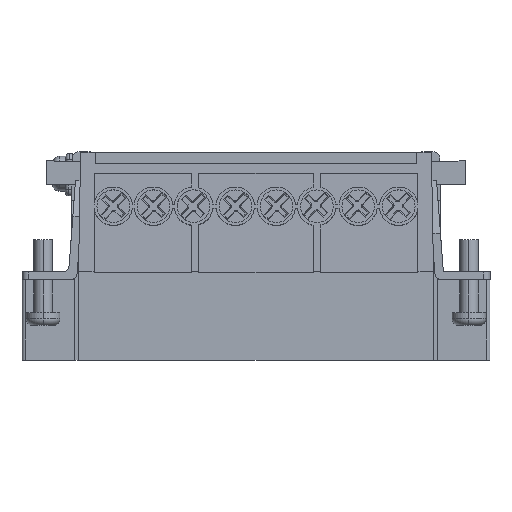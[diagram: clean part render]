
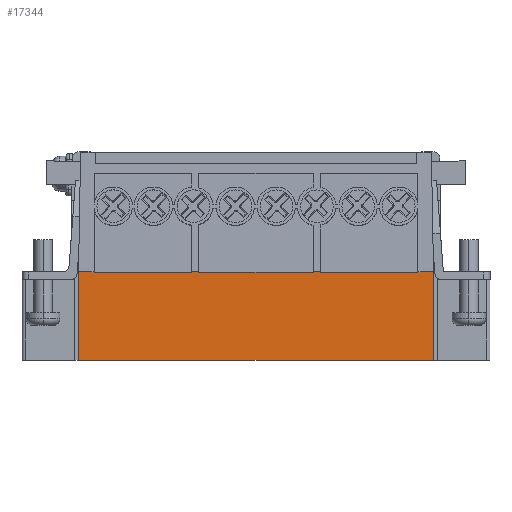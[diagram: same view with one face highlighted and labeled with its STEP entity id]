
A CAD part, top view. The second image highlights one B-rep face of the part: STEP entity #17344.
In plain terms, the highlighted planar face has unit normal (0, 0, 1).
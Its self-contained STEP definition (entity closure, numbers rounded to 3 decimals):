
#1567 = VECTOR ( 'NONE', #8142, 1000. ) ;
#1922 = ORIENTED_EDGE ( 'NONE', *, *, #11697, .F. ) ;
#2072 = EDGE_CURVE ( 'NONE', #25002, #18422, #14198, .T. ) ;
#2232 = CARTESIAN_POINT ( 'NONE',  ( 8.89, 0., 11.5 ) ) ;
#2286 = CARTESIAN_POINT ( 'NONE',  ( -27.5, 0., 11.5 ) ) ;
#2456 = ORIENTED_EDGE ( 'NONE', *, *, #35348, .F. ) ;
#2483 = CARTESIAN_POINT ( 'NONE',  ( -10.04, 0., 11.5 ) ) ;
#2621 = LINE ( 'NONE', #34902, #18745 ) ;
#2663 = ORIENTED_EDGE ( 'NONE', *, *, #14093, .T. ) ;
#3294 = DIRECTION ( 'NONE',  ( 0., 1., 0. ) ) ;
#3393 = DIRECTION ( 'NONE',  ( -1., 0., 0. ) ) ;
#3487 = VERTEX_POINT ( 'NONE', #2483 ) ;
#3933 = DIRECTION ( 'NONE',  ( 0., -1., 0. ) ) ;
#4009 = EDGE_CURVE ( 'NONE', #8116, #5268, #11129, .T. ) ;
#4939 = CARTESIAN_POINT ( 'NONE',  ( 8.89, -13.66, 11.5 ) ) ;
#5025 = EDGE_CURVE ( 'NONE', #25233, #14659, #41010, .T. ) ;
#5268 = VERTEX_POINT ( 'NONE', #13712 ) ;
#5345 = ORIENTED_EDGE ( 'NONE', *, *, #12369, .T. ) ;
#5511 = DIRECTION ( 'NONE',  ( 1., 0., 0. ) ) ;
#6154 = DIRECTION ( 'NONE',  ( 1., 0., 0. ) ) ;
#6410 = LINE ( 'NONE', #25662, #23622 ) ;
#6463 = CARTESIAN_POINT ( 'NONE',  ( -27.5, -13.66, 11.5 ) ) ;
#6593 = ORIENTED_EDGE ( 'NONE', *, *, #29472, .T. ) ;
#6649 = LINE ( 'NONE', #20174, #39799 ) ;
#6790 = VECTOR ( 'NONE', #38626, 1000. ) ;
#6821 = ORIENTED_EDGE ( 'NONE', *, *, #9790, .T. ) ;
#7188 = AXIS2_PLACEMENT_3D ( 'NONE', #26178, #10206, #32732 ) ;
#8116 = VERTEX_POINT ( 'NONE', #32023 ) ;
#8142 = DIRECTION ( 'NONE',  ( 0., -1., 0. ) ) ;
#8224 = VERTEX_POINT ( 'NONE', #19965 ) ;
#8456 = LINE ( 'NONE', #19993, #40590 ) ;
#8773 = EDGE_LOOP ( 'NONE', ( #29599, #6821, #6593, #2663, #33029, #25338, #14259, #5345, #1922, #32896, #32542, #20856, #2456, #35137, #38755, #10865 ) ) ;
#9790 = EDGE_CURVE ( 'NONE', #3487, #24620, #6649, .T. ) ;
#9947 = VECTOR ( 'NONE', #3393, 1000. ) ;
#10206 = DIRECTION ( 'NONE',  ( 0., 0., 1. ) ) ;
#10618 = CARTESIAN_POINT ( 'NONE',  ( -27.5, 0., 11.5 ) ) ;
#10865 = ORIENTED_EDGE ( 'NONE', *, *, #32018, .T. ) ;
#11129 = LINE ( 'NONE', #29135, #26286 ) ;
#11155 = CARTESIAN_POINT ( 'NONE',  ( -27.5, -0.065, 11.5 ) ) ;
#11306 = EDGE_CURVE ( 'NONE', #27135, #17057, #36642, .T. ) ;
#11697 = EDGE_CURVE ( 'NONE', #16164, #16997, #6410, .T. ) ;
#12182 = LINE ( 'NONE', #11155, #36798 ) ;
#12369 = EDGE_CURVE ( 'NONE', #14659, #16997, #21517, .T. ) ;
#12909 = VECTOR ( 'NONE', #22358, 1000. ) ;
#13712 = CARTESIAN_POINT ( 'NONE',  ( 10.04, -0.065, 11.5 ) ) ;
#13809 = DIRECTION ( 'NONE',  ( 0., -1., 0. ) ) ;
#13884 = DIRECTION ( 'NONE',  ( 1., 0., 0. ) ) ;
#14093 = EDGE_CURVE ( 'NONE', #8224, #18422, #25458, .T. ) ;
#14198 = LINE ( 'NONE', #2286, #30302 ) ;
#14259 = ORIENTED_EDGE ( 'NONE', *, *, #5025, .T. ) ;
#14659 = VERTEX_POINT ( 'NONE', #33492 ) ;
#15462 = DIRECTION ( 'NONE',  ( 0., 1., 0. ) ) ;
#16164 = VERTEX_POINT ( 'NONE', #36420 ) ;
#16213 = CARTESIAN_POINT ( 'NONE',  ( -27.5, 0., 11.5 ) ) ;
#16303 = LINE ( 'NONE', #10618, #34351 ) ;
#16997 = VERTEX_POINT ( 'NONE', #21007 ) ;
#17057 = VERTEX_POINT ( 'NONE', #30944 ) ;
#17344 = ADVANCED_FACE ( 'NONE', ( #38282 ), #26318, .T. ) ;
#18191 = CARTESIAN_POINT ( 'NONE',  ( -27.5, 0., 11.5 ) ) ;
#18422 = VERTEX_POINT ( 'NONE', #29618 ) ;
#18745 = VECTOR ( 'NONE', #3294, 1000. ) ;
#18915 = CARTESIAN_POINT ( 'NONE',  ( -8.89, -13.66, 11.5 ) ) ;
#19445 = CARTESIAN_POINT ( 'NONE',  ( -27.5, -0.065, 11.5 ) ) ;
#19684 = LINE ( 'NONE', #34671, #36739 ) ;
#19934 = CARTESIAN_POINT ( 'NONE',  ( -10.04, -0.065, 11.5 ) ) ;
#19965 = CARTESIAN_POINT ( 'NONE',  ( -25.09, -0.065, 11.5 ) ) ;
#19993 = CARTESIAN_POINT ( 'NONE',  ( 25.09, -13.66, 11.5 ) ) ;
#20057 = LINE ( 'NONE', #18915, #27634 ) ;
#20174 = CARTESIAN_POINT ( 'NONE',  ( -10.04, -13.66, 11.5 ) ) ;
#20345 = CARTESIAN_POINT ( 'NONE',  ( -27.5, -13.66, 11.5 ) ) ;
#20856 = ORIENTED_EDGE ( 'NONE', *, *, #29363, .T. ) ;
#21007 = CARTESIAN_POINT ( 'NONE',  ( 27.5, 0., 11.5 ) ) ;
#21074 = EDGE_CURVE ( 'NONE', #27183, #27135, #27331, .T. ) ;
#21517 = LINE ( 'NONE', #41447, #12909 ) ;
#21928 = EDGE_CURVE ( 'NONE', #16164, #8116, #8456, .T. ) ;
#22131 = VERTEX_POINT ( 'NONE', #34246 ) ;
#22205 = DIRECTION ( 'NONE',  ( 0., 1., 0. ) ) ;
#22358 = DIRECTION ( 'NONE',  ( 0., 1., 0. ) ) ;
#23072 = VECTOR ( 'NONE', #33221, 1000. ) ;
#23622 = VECTOR ( 'NONE', #6154, 1000. ) ;
#23825 = CARTESIAN_POINT ( 'NONE',  ( -25.09, -13.66, 11.5 ) ) ;
#24010 = LINE ( 'NONE', #16213, #6790 ) ;
#24452 = VECTOR ( 'NONE', #36651, 1000. ) ;
#24620 = VERTEX_POINT ( 'NONE', #19934 ) ;
#24826 = CARTESIAN_POINT ( 'NONE',  ( 8.89, -0.065, 11.5 ) ) ;
#24850 = CARTESIAN_POINT ( 'NONE',  ( -8.89, 0., 11.5 ) ) ;
#25002 = VERTEX_POINT ( 'NONE', #18191 ) ;
#25233 = VERTEX_POINT ( 'NONE', #6463 ) ;
#25338 = ORIENTED_EDGE ( 'NONE', *, *, #36725, .F. ) ;
#25458 = LINE ( 'NONE', #23825, #24452 ) ;
#25662 = CARTESIAN_POINT ( 'NONE',  ( -27.5, 0., 11.5 ) ) ;
#25895 = DIRECTION ( 'NONE',  ( -1., 0., 0. ) ) ;
#26178 = CARTESIAN_POINT ( 'NONE',  ( -27.5, -13.66, 11.5 ) ) ;
#26286 = VECTOR ( 'NONE', #25895, 1000. ) ;
#26318 = PLANE ( 'NONE',  #7188 ) ;
#27135 = VERTEX_POINT ( 'NONE', #24826 ) ;
#27183 = VERTEX_POINT ( 'NONE', #2232 ) ;
#27331 = LINE ( 'NONE', #4939, #1567 ) ;
#27634 = VECTOR ( 'NONE', #22205, 1000. ) ;
#29135 = CARTESIAN_POINT ( 'NONE',  ( -27.5, -0.065, 11.5 ) ) ;
#29363 = EDGE_CURVE ( 'NONE', #5268, #22131, #2621, .T. ) ;
#29472 = EDGE_CURVE ( 'NONE', #24620, #8224, #12182, .T. ) ;
#29599 = ORIENTED_EDGE ( 'NONE', *, *, #38071, .F. ) ;
#29618 = CARTESIAN_POINT ( 'NONE',  ( -25.09, 0., 11.5 ) ) ;
#30302 = VECTOR ( 'NONE', #5511, 1000. ) ;
#30451 = DIRECTION ( 'NONE',  ( -1., 0., 0. ) ) ;
#30944 = CARTESIAN_POINT ( 'NONE',  ( -8.89, -0.065, 11.5 ) ) ;
#32018 = EDGE_CURVE ( 'NONE', #17057, #36117, #20057, .T. ) ;
#32023 = CARTESIAN_POINT ( 'NONE',  ( 25.09, -0.065, 11.5 ) ) ;
#32542 = ORIENTED_EDGE ( 'NONE', *, *, #4009, .T. ) ;
#32732 = DIRECTION ( 'NONE',  ( 1., 0., 0. ) ) ;
#32896 = ORIENTED_EDGE ( 'NONE', *, *, #21928, .T. ) ;
#33029 = ORIENTED_EDGE ( 'NONE', *, *, #2072, .F. ) ;
#33221 = DIRECTION ( 'NONE',  ( 1., 0., 0. ) ) ;
#33492 = CARTESIAN_POINT ( 'NONE',  ( 27.5, -13.66, 11.5 ) ) ;
#34246 = CARTESIAN_POINT ( 'NONE',  ( 10.04, 0., 11.5 ) ) ;
#34351 = VECTOR ( 'NONE', #13884, 1000. ) ;
#34671 = CARTESIAN_POINT ( 'NONE',  ( -27.5, -13.66, 11.5 ) ) ;
#34902 = CARTESIAN_POINT ( 'NONE',  ( 10.04, -13.66, 11.5 ) ) ;
#35137 = ORIENTED_EDGE ( 'NONE', *, *, #21074, .T. ) ;
#35348 = EDGE_CURVE ( 'NONE', #27183, #22131, #16303, .T. ) ;
#36117 = VERTEX_POINT ( 'NONE', #24850 ) ;
#36420 = CARTESIAN_POINT ( 'NONE',  ( 25.09, 0., 11.5 ) ) ;
#36642 = LINE ( 'NONE', #19445, #9947 ) ;
#36651 = DIRECTION ( 'NONE',  ( 0., 1., 0. ) ) ;
#36725 = EDGE_CURVE ( 'NONE', #25233, #25002, #19684, .T. ) ;
#36739 = VECTOR ( 'NONE', #15462, 1000. ) ;
#36798 = VECTOR ( 'NONE', #30451, 1000. ) ;
#38071 = EDGE_CURVE ( 'NONE', #3487, #36117, #24010, .T. ) ;
#38282 = FACE_OUTER_BOUND ( 'NONE', #8773, .T. ) ;
#38626 = DIRECTION ( 'NONE',  ( 1., 0., 0. ) ) ;
#38755 = ORIENTED_EDGE ( 'NONE', *, *, #11306, .T. ) ;
#39799 = VECTOR ( 'NONE', #13809, 1000. ) ;
#40590 = VECTOR ( 'NONE', #3933, 1000. ) ;
#41010 = LINE ( 'NONE', #20345, #23072 ) ;
#41447 = CARTESIAN_POINT ( 'NONE',  ( 27.5, -13.66, 11.5 ) ) ;
